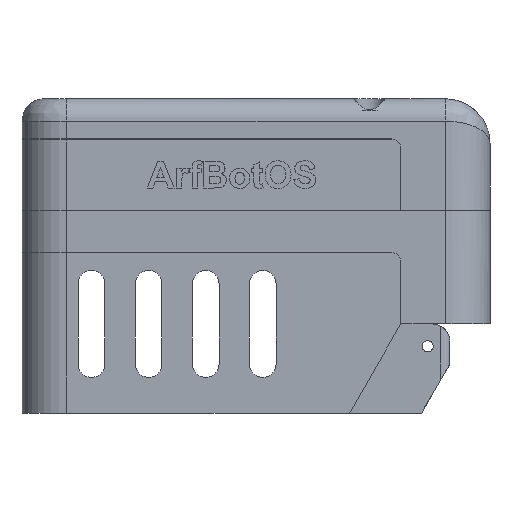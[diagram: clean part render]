
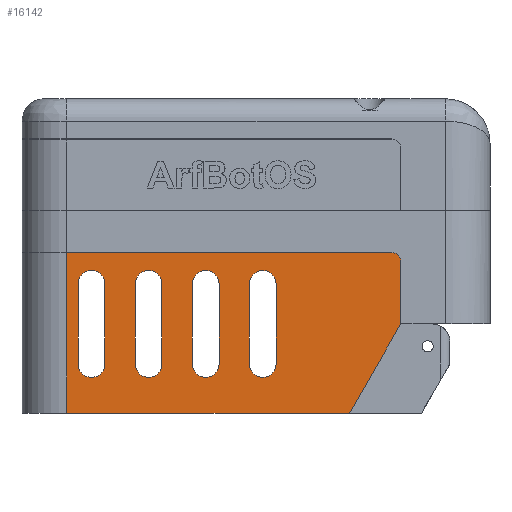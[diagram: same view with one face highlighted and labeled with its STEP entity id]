
A CAD part, front view. The second image highlights one B-rep face of the part: STEP entity #16142.
In plain terms, the highlighted planar face has unit normal (0, -1, 0).
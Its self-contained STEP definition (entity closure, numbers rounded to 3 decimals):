
#332=FACE_BOUND('',#2425,.T.);
#333=FACE_BOUND('',#2426,.T.);
#334=FACE_BOUND('',#2427,.T.);
#335=FACE_BOUND('',#2428,.T.);
#426=CIRCLE('',#16922,3.);
#428=CIRCLE('',#16926,3.);
#430=CIRCLE('',#16930,3.);
#432=CIRCLE('',#16934,3.);
#434=CIRCLE('',#16938,3.);
#436=CIRCLE('',#16942,3.);
#438=CIRCLE('',#16946,3.);
#440=CIRCLE('',#16950,3.);
#519=CIRCLE('',#17144,2.);
#1512=FACE_OUTER_BOUND('',#2424,.T.);
#2424=EDGE_LOOP('',(#11364,#11365,#11366,#11367,#11368,#11369));
#2425=EDGE_LOOP('',(#11370,#11371,#11372,#11373));
#2426=EDGE_LOOP('',(#11374,#11375,#11376,#11377));
#2427=EDGE_LOOP('',(#11378,#11379,#11380,#11381));
#2428=EDGE_LOOP('',(#11382,#11383,#11384,#11385));
#3287=LINE('',#21137,#4920);
#3292=LINE('',#21151,#4925);
#3295=LINE('',#21161,#4928);
#3300=LINE('',#21175,#4933);
#3303=LINE('',#21185,#4936);
#3308=LINE('',#21199,#4941);
#3311=LINE('',#21209,#4944);
#3316=LINE('',#21223,#4949);
#3368=LINE('',#21383,#5001);
#3507=LINE('',#21703,#5140);
#3511=LINE('',#21728,#5144);
#3580=LINE('',#21962,#5213);
#3581=LINE('',#21963,#5214);
#4920=VECTOR('',#17811,1000.);
#4925=VECTOR('',#17824,1000.);
#4928=VECTOR('',#17835,1000.);
#4933=VECTOR('',#17848,1000.);
#4936=VECTOR('',#17859,1000.);
#4941=VECTOR('',#17872,1000.);
#4944=VECTOR('',#17883,1000.);
#4949=VECTOR('',#17896,1000.);
#5001=VECTOR('',#18052,1000.);
#5140=VECTOR('',#18295,1000.);
#5144=VECTOR('',#18321,1000.);
#5213=VECTOR('',#18552,1000.);
#5214=VECTOR('',#18553,1000.);
#6548=VERTEX_POINT('',#21133);
#6550=VERTEX_POINT('',#21136);
#6552=VERTEX_POINT('',#21142);
#6554=VERTEX_POINT('',#21148);
#6556=VERTEX_POINT('',#21157);
#6558=VERTEX_POINT('',#21160);
#6560=VERTEX_POINT('',#21166);
#6562=VERTEX_POINT('',#21172);
#6564=VERTEX_POINT('',#21181);
#6566=VERTEX_POINT('',#21184);
#6568=VERTEX_POINT('',#21190);
#6570=VERTEX_POINT('',#21196);
#6572=VERTEX_POINT('',#21205);
#6574=VERTEX_POINT('',#21208);
#6576=VERTEX_POINT('',#21214);
#6578=VERTEX_POINT('',#21220);
#6634=VERTEX_POINT('',#21380);
#6635=VERTEX_POINT('',#21382);
#6743=VERTEX_POINT('',#21700);
#6744=VERTEX_POINT('',#21702);
#6811=VERTEX_POINT('',#21959);
#6812=VERTEX_POINT('',#21961);
#8195=EDGE_CURVE('',#6550,#6548,#3287,.T.);
#8199=EDGE_CURVE('',#6548,#6552,#426,.T.);
#8202=EDGE_CURVE('',#6552,#6554,#3292,.T.);
#8204=EDGE_CURVE('',#6554,#6550,#428,.T.);
#8207=EDGE_CURVE('',#6558,#6556,#3295,.T.);
#8211=EDGE_CURVE('',#6556,#6560,#430,.T.);
#8214=EDGE_CURVE('',#6560,#6562,#3300,.T.);
#8216=EDGE_CURVE('',#6562,#6558,#432,.T.);
#8219=EDGE_CURVE('',#6566,#6564,#3303,.T.);
#8223=EDGE_CURVE('',#6564,#6568,#434,.T.);
#8226=EDGE_CURVE('',#6568,#6570,#3308,.T.);
#8228=EDGE_CURVE('',#6570,#6566,#436,.T.);
#8231=EDGE_CURVE('',#6574,#6572,#3311,.T.);
#8235=EDGE_CURVE('',#6572,#6576,#438,.T.);
#8238=EDGE_CURVE('',#6576,#6578,#3316,.T.);
#8240=EDGE_CURVE('',#6578,#6574,#440,.T.);
#8316=EDGE_CURVE('',#6634,#6635,#3368,.T.);
#8466=EDGE_CURVE('',#6744,#6743,#3507,.T.);
#8480=EDGE_CURVE('',#6743,#6635,#3511,.T.);
#8587=EDGE_CURVE('',#6634,#6811,#519,.T.);
#8588=EDGE_CURVE('',#6811,#6812,#3580,.T.);
#8589=EDGE_CURVE('',#6812,#6744,#3581,.T.);
#11364=ORIENTED_EDGE('',*,*,#8587,.T.);
#11365=ORIENTED_EDGE('',*,*,#8588,.T.);
#11366=ORIENTED_EDGE('',*,*,#8589,.T.);
#11367=ORIENTED_EDGE('',*,*,#8466,.T.);
#11368=ORIENTED_EDGE('',*,*,#8480,.T.);
#11369=ORIENTED_EDGE('',*,*,#8316,.F.);
#11370=ORIENTED_EDGE('',*,*,#8204,.T.);
#11371=ORIENTED_EDGE('',*,*,#8195,.T.);
#11372=ORIENTED_EDGE('',*,*,#8199,.T.);
#11373=ORIENTED_EDGE('',*,*,#8202,.T.);
#11374=ORIENTED_EDGE('',*,*,#8216,.T.);
#11375=ORIENTED_EDGE('',*,*,#8207,.T.);
#11376=ORIENTED_EDGE('',*,*,#8211,.T.);
#11377=ORIENTED_EDGE('',*,*,#8214,.T.);
#11378=ORIENTED_EDGE('',*,*,#8228,.T.);
#11379=ORIENTED_EDGE('',*,*,#8219,.T.);
#11380=ORIENTED_EDGE('',*,*,#8223,.T.);
#11381=ORIENTED_EDGE('',*,*,#8226,.T.);
#11382=ORIENTED_EDGE('',*,*,#8240,.T.);
#11383=ORIENTED_EDGE('',*,*,#8231,.T.);
#11384=ORIENTED_EDGE('',*,*,#8235,.T.);
#11385=ORIENTED_EDGE('',*,*,#8238,.T.);
#15612=PLANE('',#17143);
#16142=ADVANCED_FACE('',(#1512,#332,#333,#334,#335),#15612,.T.);
#16922=AXIS2_PLACEMENT_3D('',#21145,#17817,#17818);
#16926=AXIS2_PLACEMENT_3D('',#21154,#17828,#17829);
#16930=AXIS2_PLACEMENT_3D('',#21169,#17841,#17842);
#16934=AXIS2_PLACEMENT_3D('',#21178,#17852,#17853);
#16938=AXIS2_PLACEMENT_3D('',#21193,#17865,#17866);
#16942=AXIS2_PLACEMENT_3D('',#21202,#17876,#17877);
#16946=AXIS2_PLACEMENT_3D('',#21217,#17889,#17890);
#16950=AXIS2_PLACEMENT_3D('',#21226,#17900,#17901);
#17143=AXIS2_PLACEMENT_3D('',#21958,#18548,#18549);
#17144=AXIS2_PLACEMENT_3D('',#21960,#18550,#18551);
#17811=DIRECTION('',(0.,0.,-1.));
#17817=DIRECTION('center_axis',(0.,1.,0.));
#17818=DIRECTION('ref_axis',(-1.,0.,0.));
#17824=DIRECTION('',(0.,0.,1.));
#17828=DIRECTION('center_axis',(0.,1.,0.));
#17829=DIRECTION('ref_axis',(-1.,0.,0.));
#17835=DIRECTION('',(0.,0.,-1.));
#17841=DIRECTION('center_axis',(0.,1.,0.));
#17842=DIRECTION('ref_axis',(-1.,0.,0.));
#17848=DIRECTION('',(0.,0.,1.));
#17852=DIRECTION('center_axis',(0.,1.,0.));
#17853=DIRECTION('ref_axis',(-1.,0.,0.));
#17859=DIRECTION('',(0.,0.,-1.));
#17865=DIRECTION('center_axis',(0.,1.,0.));
#17866=DIRECTION('ref_axis',(-1.,0.,0.));
#17872=DIRECTION('',(0.,0.,1.));
#17876=DIRECTION('center_axis',(0.,1.,0.));
#17877=DIRECTION('ref_axis',(-1.,0.,0.));
#17883=DIRECTION('',(0.,0.,-1.));
#17889=DIRECTION('center_axis',(0.,1.,0.));
#17890=DIRECTION('ref_axis',(-1.,0.,0.));
#17896=DIRECTION('',(0.,0.,1.));
#17900=DIRECTION('center_axis',(0.,1.,0.));
#17901=DIRECTION('ref_axis',(-1.,0.,0.));
#18052=DIRECTION('',(0.,0.,-1.));
#18295=DIRECTION('',(1.,0.,0.));
#18321=DIRECTION('',(0.5,0.,0.866));
#18548=DIRECTION('center_axis',(0.,-1.,0.));
#18549=DIRECTION('ref_axis',(1.,0.,0.));
#18550=DIRECTION('center_axis',(0.,-1.,0.));
#18551=DIRECTION('ref_axis',(1.,0.,0.));
#18552=DIRECTION('',(-1.,0.,0.));
#18553=DIRECTION('',(0.,0.,-1.));
#21133=CARTESIAN_POINT('',(57.,-150.,11.));
#21136=CARTESIAN_POINT('',(57.,-150.,29.));
#21137=CARTESIAN_POINT('',(57.,-150.,29.));
#21142=CARTESIAN_POINT('',(51.,-150.,11.));
#21145=CARTESIAN_POINT('Origin',(54.,-150.,11.));
#21148=CARTESIAN_POINT('',(51.,-150.,29.));
#21151=CARTESIAN_POINT('',(51.,-150.,29.));
#21154=CARTESIAN_POINT('Origin',(54.,-150.,29.));
#21157=CARTESIAN_POINT('',(44.2,-150.,11.));
#21160=CARTESIAN_POINT('',(44.2,-150.,29.));
#21161=CARTESIAN_POINT('',(44.2,-150.,29.));
#21166=CARTESIAN_POINT('',(38.2,-150.,11.));
#21169=CARTESIAN_POINT('Origin',(41.2,-150.,11.));
#21172=CARTESIAN_POINT('',(38.2,-150.,29.));
#21175=CARTESIAN_POINT('',(38.2,-150.,29.));
#21178=CARTESIAN_POINT('Origin',(41.2,-150.,29.));
#21181=CARTESIAN_POINT('',(31.4,-150.,11.));
#21184=CARTESIAN_POINT('',(31.4,-150.,29.));
#21185=CARTESIAN_POINT('',(31.4,-150.,29.));
#21190=CARTESIAN_POINT('',(25.4,-150.,11.));
#21193=CARTESIAN_POINT('Origin',(28.4,-150.,11.));
#21196=CARTESIAN_POINT('',(25.4,-150.,29.));
#21199=CARTESIAN_POINT('',(25.4,-150.,29.));
#21202=CARTESIAN_POINT('Origin',(28.4,-150.,29.));
#21205=CARTESIAN_POINT('',(18.6,-150.,11.));
#21208=CARTESIAN_POINT('',(18.6,-150.,29.));
#21209=CARTESIAN_POINT('',(18.6,-150.,29.));
#21214=CARTESIAN_POINT('',(12.6,-150.,11.));
#21217=CARTESIAN_POINT('Origin',(15.6,-150.,11.));
#21220=CARTESIAN_POINT('',(12.6,-150.,29.));
#21223=CARTESIAN_POINT('',(12.6,-150.,29.));
#21226=CARTESIAN_POINT('Origin',(15.6,-150.,29.));
#21380=CARTESIAN_POINT('',(85.,-150.,34.));
#21382=CARTESIAN_POINT('',(85.,-150.,20.));
#21383=CARTESIAN_POINT('',(85.,-150.,137.242));
#21700=CARTESIAN_POINT('',(73.453,-150.,0.));
#21702=CARTESIAN_POINT('',(10.,-150.,0.));
#21703=CARTESIAN_POINT('',(0.,-150.,0.));
#21728=CARTESIAN_POINT('',(73.453,-150.,0.));
#21958=CARTESIAN_POINT('Origin',(0.,-150.,0.));
#21959=CARTESIAN_POINT('',(83.,-150.,36.));
#21960=CARTESIAN_POINT('Origin',(83.,-150.,34.));
#21961=CARTESIAN_POINT('',(10.,-150.,36.));
#21962=CARTESIAN_POINT('',(10.,-150.,36.));
#21963=CARTESIAN_POINT('',(10.,-150.,0.));
